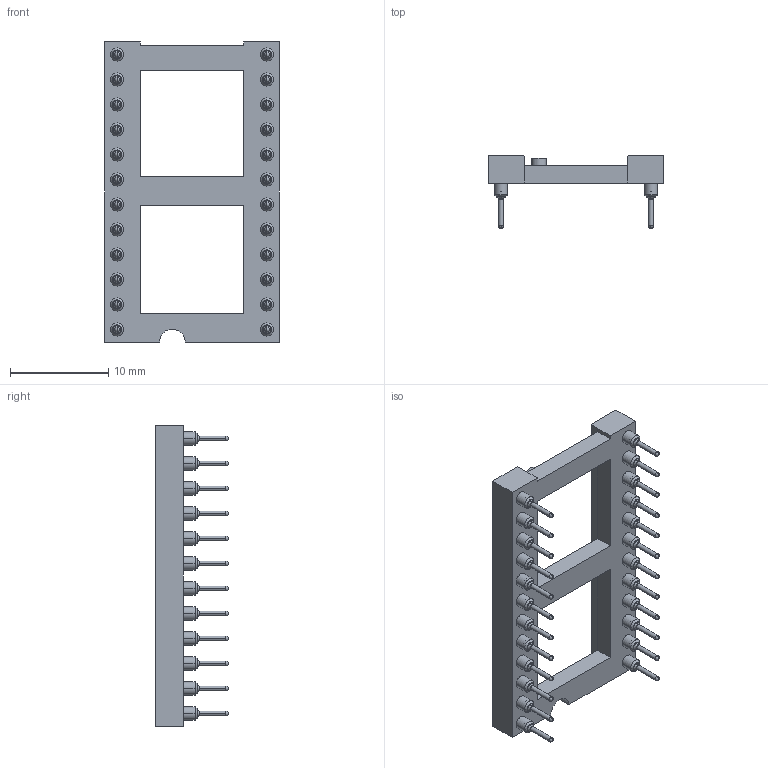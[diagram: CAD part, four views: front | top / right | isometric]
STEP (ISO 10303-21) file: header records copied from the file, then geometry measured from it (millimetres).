
FILE_DESCRIPTION(('STEP AP242'),'1');
FILE_NAME('dil_socket_110-87-624-41-001101.stp','2021-05-06T16:11:52',('TraceParts'),('TraceParts S.A.'),'Spatial InterOp 3D',' ',' ');
FILE_SCHEMA(('AP242_MANAGED_MODEL_BASED_3D_ENGINEERING_MIM_LF {1 0 10303 442 1 1 4}'));
Length unit declared in the file: millimetre
Products named in the file (1): dil_socket_110-87-624-41-001101
Bounding box: 17.7 x 7.37 x 30.5 mm (x, y, z)
Volume: 759.7 mm3; surface area: 1753.4 mm2
Topology: 1 solids, 1 shells, 920 faces, 2048 edges, 1154 vertices
Faces by surface type: cone 480, cylinder 197, torus 144, plane 99
Entity records: 32198 total; most frequent: DIRECTION 5028, CARTESIAN_POINT 4027, ORIENTED_EDGE 3904, AXIS2_PLACEMENT_3D 2155, EDGE_CURVE 1952, CIRCLE 1234, VERTEX_POINT 1154, EDGE_LOOP 1044
